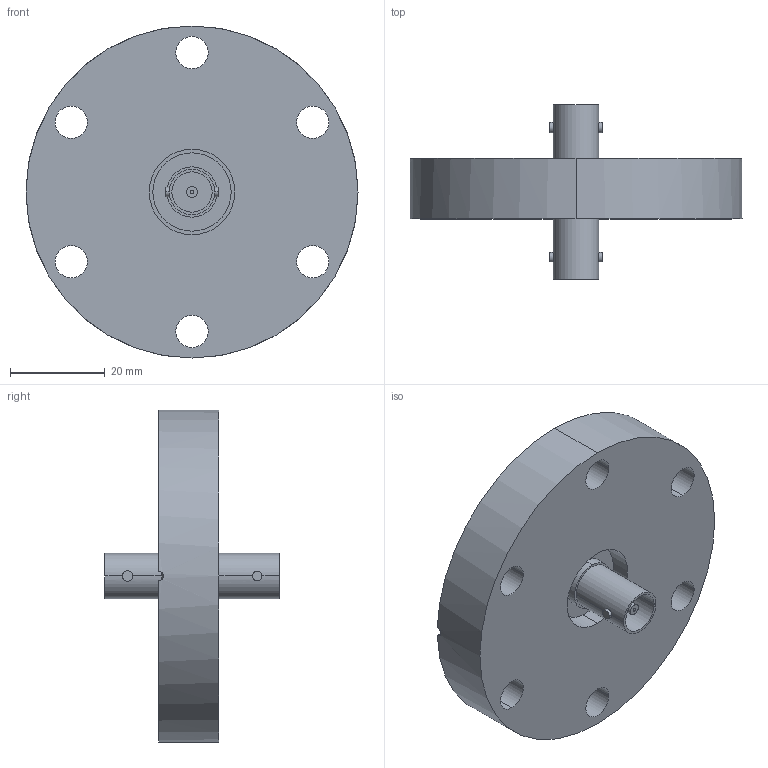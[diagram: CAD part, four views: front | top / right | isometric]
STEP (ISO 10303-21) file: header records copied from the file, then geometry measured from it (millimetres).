
FILE_DESCRIPTION (( 'STEP AP214' ), '1' );
FILE_NAME ('242-MHVD50-C40.step', '2025-02-18T20:48:09', ( '' ), ( '' ), 'SwSTEP 2.0', 'SolidWorks 2022', '' );
FILE_SCHEMA (( 'AUTOMOTIVE_DESIGN' ));
Length unit declared in the file: millimetre
Products named in the file (3): 242-MHVD50; 9411-C40-16.5_9411-C40-16.5-2; 242-MHVD50-C40
Assembly tree (2 placements, depth 2):
  242-MHVD50-C40
    9411-C40-16.5_9411-C40-16.5-2
    242-MHVD50
Bounding box: 69.9 x 36.67 x 69.9 mm (x, y, z)
Volume: 42268.4 mm3; surface area: 16062.5 mm2
Topology: 3 solids, 4 shells, 85 faces, 186 edges, 120 vertices
Faces by surface type: cylinder 56, plane 25, cone 4
Entity records: 3285 total; most frequent: CARTESIAN_POINT 594, DIRECTION 462, ORIENTED_EDGE 372, AXIS2_PLACEMENT_3D 198, EDGE_CURVE 186, VERTEX_POINT 120, EDGE_LOOP 110, CIRCLE 108
